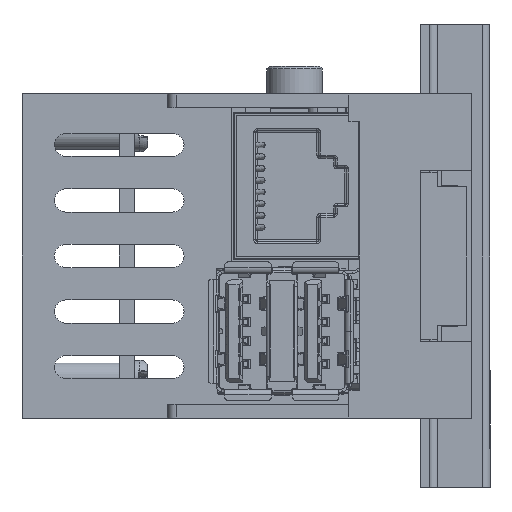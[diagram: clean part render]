
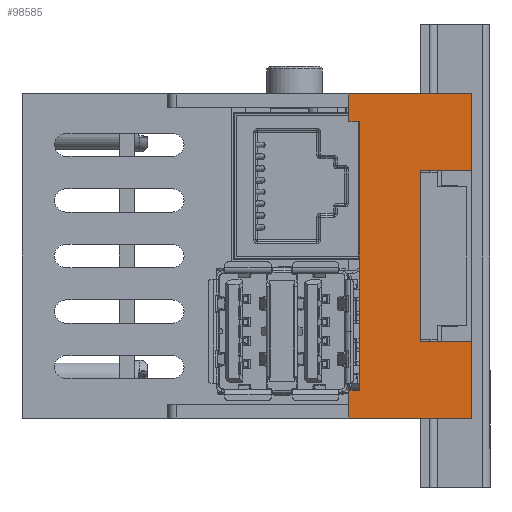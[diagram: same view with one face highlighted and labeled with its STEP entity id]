
A CAD part, left-side view. The second image highlights one B-rep face of the part: STEP entity #98585.
In plain terms, the highlighted face is planar.
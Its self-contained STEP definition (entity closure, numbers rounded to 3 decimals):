
#1818 = LINE ( 'NONE', #29932, #102754 ) ;
#2211 = DIRECTION ( 'NONE',  ( 0., -1., 0. ) ) ;
#3807 = ORIENTED_EDGE ( 'NONE', *, *, #37137, .T. ) ;
#4131 = ORIENTED_EDGE ( 'NONE', *, *, #12900, .F. ) ;
#7656 = VERTEX_POINT ( 'NONE', #149505 ) ;
#8784 = VERTEX_POINT ( 'NONE', #51118 ) ;
#12900 = EDGE_CURVE ( 'NONE', #137466, #7656, #93089, .T. ) ;
#18090 = FACE_OUTER_BOUND ( 'NONE', #61452, .T. ) ;
#19062 = EDGE_CURVE ( 'NONE', #7656, #139216, #145668, .T. ) ;
#24839 = DIRECTION ( 'NONE',  ( 0., 0., 1. ) ) ;
#24999 = CARTESIAN_POINT ( 'NONE',  ( -9.25, 1.5, -55. ) ) ;
#25832 = VECTOR ( 'NONE', #2211, 1000. ) ;
#25923 = DIRECTION ( 'NONE',  ( 1., 0., 0. ) ) ;
#26489 = CARTESIAN_POINT ( 'NONE',  ( -17.5, -6.25, -55. ) ) ;
#27548 = VECTOR ( 'NONE', #133531, 1000. ) ;
#28334 = LINE ( 'NONE', #109243, #145211 ) ;
#29592 = CARTESIAN_POINT ( 'NONE',  ( 9.25, 1.5, -55. ) ) ;
#29653 = CARTESIAN_POINT ( 'NONE',  ( 9.25, 1.5, -55. ) ) ;
#29880 = VERTEX_POINT ( 'NONE', #61804 ) ;
#29932 = CARTESIAN_POINT ( 'NONE',  ( -17.5, 7., -55. ) ) ;
#30079 = ORIENTED_EDGE ( 'NONE', *, *, #104600, .F. ) ;
#31673 = EDGE_CURVE ( 'NONE', #141185, #29880, #141558, .T. ) ;
#32857 = CARTESIAN_POINT ( 'NONE',  ( -9.25, 1.5, -55. ) ) ;
#32901 = VERTEX_POINT ( 'NONE', #104307 ) ;
#33515 = ORIENTED_EDGE ( 'NONE', *, *, #110823, .F. ) ;
#37137 = EDGE_CURVE ( 'NONE', #84205, #141185, #90388, .T. ) ;
#39073 = LINE ( 'NONE', #58399, #161929 ) ;
#39744 = DIRECTION ( 'NONE',  ( 1., 0., 0. ) ) ;
#41249 = CARTESIAN_POINT ( 'NONE',  ( 14.5, -5.1, -55. ) ) ;
#42985 = EDGE_CURVE ( 'NONE', #150477, #139719, #39073, .T. ) ;
#44995 = LINE ( 'NONE', #69896, #135953 ) ;
#46832 = DIRECTION ( 'NONE',  ( -1., 0., 0. ) ) ;
#51118 = CARTESIAN_POINT ( 'NONE',  ( -14.5, -5.1, -55. ) ) ;
#55976 = ORIENTED_EDGE ( 'NONE', *, *, #31673, .T. ) ;
#57721 = DIRECTION ( 'NONE',  ( -1., 0., 0. ) ) ;
#58399 = CARTESIAN_POINT ( 'NONE',  ( 17.5, -6.25, -55. ) ) ;
#61230 = LINE ( 'NONE', #32857, #27548 ) ;
#61452 = EDGE_LOOP ( 'NONE', ( #114544, #4131, #148524, #116378, #88907, #30079, #131428, #109526, #3807, #55976, #33515, #143589 ) ) ;
#61804 = CARTESIAN_POINT ( 'NONE',  ( 9.25, 7., -55. ) ) ;
#61915 = PLANE ( 'NONE',  #114993 ) ;
#61933 = LINE ( 'NONE', #85760, #155014 ) ;
#63604 = VERTEX_POINT ( 'NONE', #157685 ) ;
#69896 = CARTESIAN_POINT ( 'NONE',  ( -17.5, 7., -55. ) ) ;
#70717 = CARTESIAN_POINT ( 'NONE',  ( -14.5, -5.1, -55. ) ) ;
#73085 = EDGE_CURVE ( 'NONE', #82037, #84205, #61230, .T. ) ;
#74107 = DIRECTION ( 'NONE',  ( 0., -1., 0. ) ) ;
#75253 = VECTOR ( 'NONE', #75652, 1000. ) ;
#75652 = DIRECTION ( 'NONE',  ( 1., 0., 0. ) ) ;
#81640 = DIRECTION ( 'NONE',  ( 1., 0., 0. ) ) ;
#82037 = VERTEX_POINT ( 'NONE', #133499 ) ;
#82052 = EDGE_CURVE ( 'NONE', #82037, #63604, #44995, .T. ) ;
#82365 = VECTOR ( 'NONE', #157652, 1000. ) ;
#84205 = VERTEX_POINT ( 'NONE', #24999 ) ;
#85760 = CARTESIAN_POINT ( 'NONE',  ( 17.5, 7., -55. ) ) ;
#87123 = EDGE_CURVE ( 'NONE', #8784, #137466, #120874, .T. ) ;
#88006 = VECTOR ( 'NONE', #115970, 1000. ) ;
#88907 = ORIENTED_EDGE ( 'NONE', *, *, #42985, .F. ) ;
#90388 = LINE ( 'NONE', #152678, #157809 ) ;
#93089 = LINE ( 'NONE', #127803, #25832 ) ;
#95134 = DIRECTION ( 'NONE',  ( 0., -1., 0. ) ) ;
#98585 = ADVANCED_FACE ( 'NONE', ( #18090 ), #61915, .F. ) ;
#98949 = DIRECTION ( 'NONE',  ( 1., 0., 0. ) ) ;
#102754 = VECTOR ( 'NONE', #95134, 1000. ) ;
#103318 = CARTESIAN_POINT ( 'NONE',  ( 17.5, -6.25, -55. ) ) ;
#104307 = CARTESIAN_POINT ( 'NONE',  ( 17.5, 7., -55. ) ) ;
#104600 = EDGE_CURVE ( 'NONE', #63604, #150477, #1818, .T. ) ;
#109243 = CARTESIAN_POINT ( 'NONE',  ( -17.5, 7., -55. ) ) ;
#109526 = ORIENTED_EDGE ( 'NONE', *, *, #73085, .T. ) ;
#110823 = EDGE_CURVE ( 'NONE', #32901, #29880, #28334, .T. ) ;
#114544 = ORIENTED_EDGE ( 'NONE', *, *, #19062, .F. ) ;
#114993 = AXIS2_PLACEMENT_3D ( 'NONE', #151019, #24839, #98949 ) ;
#115970 = DIRECTION ( 'NONE',  ( 0., 1., 0. ) ) ;
#116378 = ORIENTED_EDGE ( 'NONE', *, *, #121032, .T. ) ;
#120874 = LINE ( 'NONE', #126593, #75253 ) ;
#121032 = EDGE_CURVE ( 'NONE', #8784, #139719, #139861, .T. ) ;
#125136 = CARTESIAN_POINT ( 'NONE',  ( 17.5, -6.25, -55. ) ) ;
#126593 = CARTESIAN_POINT ( 'NONE',  ( 14.5, -5.1, -55. ) ) ;
#127803 = CARTESIAN_POINT ( 'NONE',  ( 14.5, -5.1, -55. ) ) ;
#131428 = ORIENTED_EDGE ( 'NONE', *, *, #82052, .F. ) ;
#133499 = CARTESIAN_POINT ( 'NONE',  ( -9.25, 7., -55. ) ) ;
#133531 = DIRECTION ( 'NONE',  ( 0., -1., 0. ) ) ;
#135953 = VECTOR ( 'NONE', #57721, 1000. ) ;
#137466 = VERTEX_POINT ( 'NONE', #41249 ) ;
#139216 = VERTEX_POINT ( 'NONE', #125136 ) ;
#139719 = VERTEX_POINT ( 'NONE', #147737 ) ;
#139861 = LINE ( 'NONE', #70717, #82365 ) ;
#141185 = VERTEX_POINT ( 'NONE', #29592 ) ;
#141558 = LINE ( 'NONE', #29653, #88006 ) ;
#143589 = ORIENTED_EDGE ( 'NONE', *, *, #153870, .T. ) ;
#145211 = VECTOR ( 'NONE', #46832, 1000. ) ;
#145668 = LINE ( 'NONE', #103318, #151702 ) ;
#147737 = CARTESIAN_POINT ( 'NONE',  ( -14.5, -6.25, -55. ) ) ;
#148524 = ORIENTED_EDGE ( 'NONE', *, *, #87123, .F. ) ;
#149505 = CARTESIAN_POINT ( 'NONE',  ( 14.5, -6.25, -55. ) ) ;
#150477 = VERTEX_POINT ( 'NONE', #26489 ) ;
#151019 = CARTESIAN_POINT ( 'NONE',  ( -17.5, 7., -55. ) ) ;
#151702 = VECTOR ( 'NONE', #39744, 1000. ) ;
#152678 = CARTESIAN_POINT ( 'NONE',  ( -9.25, 1.5, -55. ) ) ;
#153870 = EDGE_CURVE ( 'NONE', #32901, #139216, #61933, .T. ) ;
#155014 = VECTOR ( 'NONE', #74107, 1000. ) ;
#157652 = DIRECTION ( 'NONE',  ( 0., -1., 0. ) ) ;
#157685 = CARTESIAN_POINT ( 'NONE',  ( -17.5, 7., -55. ) ) ;
#157809 = VECTOR ( 'NONE', #25923, 1000. ) ;
#161929 = VECTOR ( 'NONE', #81640, 1000. ) ;
